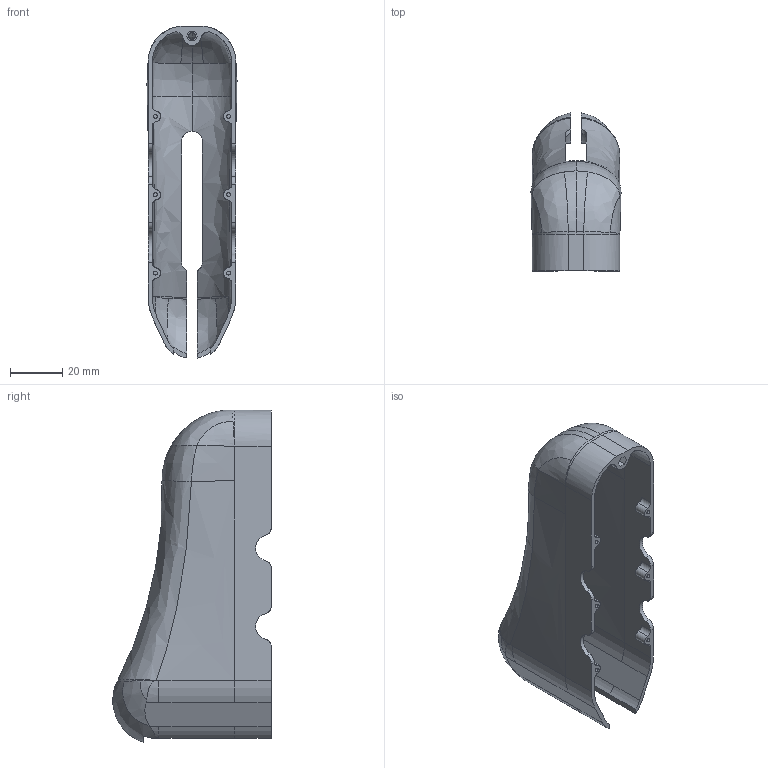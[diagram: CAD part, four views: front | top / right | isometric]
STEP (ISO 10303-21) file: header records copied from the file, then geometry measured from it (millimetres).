
FILE_DESCRIPTION (( 'STEP AP203' ), '1' );
FILE_NAME ('Part1_1_Default_sldprt.STEP', '2023-08-01T11:31:34', ( '' ), ( '' ), 'SwSTEP 2.0', 'SolidWorks 2022', '' );
FILE_SCHEMA (( 'CONFIG_CONTROL_DESIGN' ));
Length unit declared in the file: millimetre
Products named in the file (1): Part1_1_Default_sldprt
Bounding box: 34.48 x 60.64 x 127.08 mm (x, y, z)
Volume: 23086.7 mm3; surface area: 29645.4 mm2
Topology: 1 solids, 1 shells, 189 faces, 537 edges, 349 vertices
Faces by surface type: bspline 74, cylinder 72, plane 43
Entity records: 17268 total; most frequent: CARTESIAN_POINT 13121, ORIENTED_EDGE 1058, EDGE_CURVE 529, DIRECTION 499, VERTEX_POINT 349, B_SPLINE_CURVE_WITH_KNOTS 317, EDGE_LOOP 198, FACE_OUTER_BOUND 189
